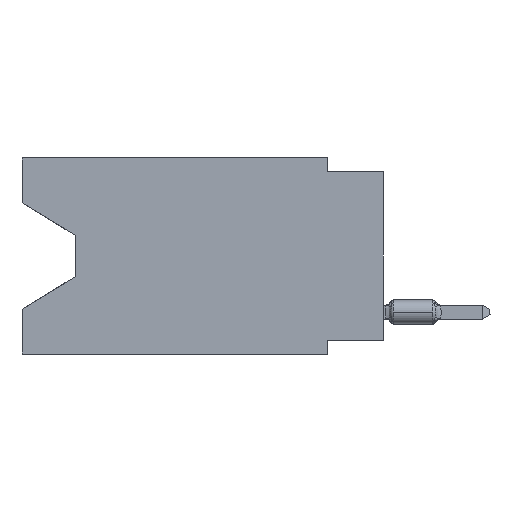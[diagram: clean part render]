
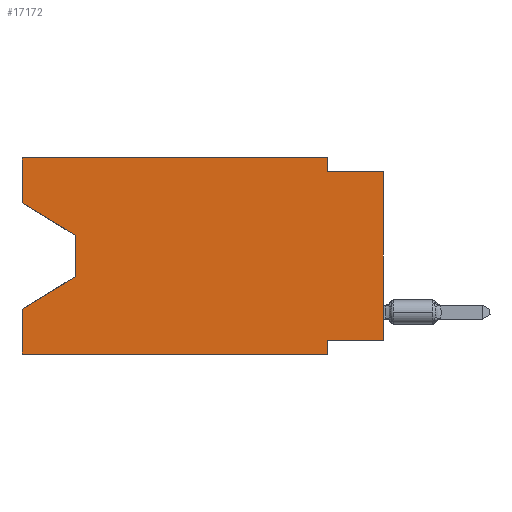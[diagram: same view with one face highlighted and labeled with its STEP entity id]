
A CAD part, left-side view. The second image highlights one B-rep face of the part: STEP entity #17172.
In plain terms, the highlighted planar face has unit normal (-1, 0, 0).
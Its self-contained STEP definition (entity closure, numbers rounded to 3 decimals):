
#134 = DIRECTION ( 'NONE',  ( 1., 0., 0. ) ) ;
#188 = LINE ( 'NONE', #480, #6304 ) ;
#480 = CARTESIAN_POINT ( 'NONE',  ( 0., 16.383, 0. ) ) ;
#540 = LINE ( 'NONE', #16363, #21468 ) ;
#543 = EDGE_CURVE ( 'NONE', #15349, #12702, #17112, .T. ) ;
#642 = CARTESIAN_POINT ( 'NONE',  ( 0., 2.54, -0.635 ) ) ;
#1020 = LINE ( 'NONE', #16175, #1448 ) ;
#1448 = VECTOR ( 'NONE', #18472, 1000. ) ;
#1819 = LINE ( 'NONE', #25890, #4471 ) ;
#1841 = VECTOR ( 'NONE', #6554, 1000. ) ;
#1946 = CARTESIAN_POINT ( 'NONE',  ( 0., 2.54, 0. ) ) ;
#2003 = ORIENTED_EDGE ( 'NONE', *, *, #18951, .T. ) ;
#2617 = EDGE_CURVE ( 'NONE', #25626, #15225, #27536, .T. ) ;
#2630 = CARTESIAN_POINT ( 'NONE',  ( 0., 16.383, -8.89 ) ) ;
#2975 = EDGE_CURVE ( 'NONE', #17616, #23683, #5189, .T. ) ;
#3960 = CARTESIAN_POINT ( 'NONE',  ( 0., 0., -0.635 ) ) ;
#3997 = DIRECTION ( 'NONE',  ( 0., 0., 1. ) ) ;
#4126 = EDGE_CURVE ( 'NONE', #21373, #12702, #23142, .T. ) ;
#4234 = CARTESIAN_POINT ( 'NONE',  ( 0., 13.97, -5.385 ) ) ;
#4471 = VECTOR ( 'NONE', #14933, 1000. ) ;
#4557 = LINE ( 'NONE', #24450, #23452 ) ;
#4776 = VERTEX_POINT ( 'NONE', #2630 ) ;
#5189 = LINE ( 'NONE', #18017, #21550 ) ;
#5473 = ORIENTED_EDGE ( 'NONE', *, *, #13804, .F. ) ;
#5700 = LINE ( 'NONE', #1946, #26151 ) ;
#5783 = EDGE_CURVE ( 'NONE', #23683, #23744, #25866, .T. ) ;
#5892 = ORIENTED_EDGE ( 'NONE', *, *, #5783, .T. ) ;
#6304 = VECTOR ( 'NONE', #24240, 1000. ) ;
#6386 = VECTOR ( 'NONE', #25579, 1000. ) ;
#6554 = DIRECTION ( 'NONE',  ( 0., 0.855, -0.519 ) ) ;
#6615 = ORIENTED_EDGE ( 'NONE', *, *, #543, .T. ) ;
#7447 = CARTESIAN_POINT ( 'NONE',  ( 0., 2.54, -8.89 ) ) ;
#7502 = VERTEX_POINT ( 'NONE', #18666 ) ;
#7503 = ORIENTED_EDGE ( 'NONE', *, *, #19273, .T. ) ;
#8500 = CARTESIAN_POINT ( 'NONE',  ( 0., 0., -8.255 ) ) ;
#8577 = DIRECTION ( 'NONE',  ( 0., -1., 0. ) ) ;
#8622 = VECTOR ( 'NONE', #16782, 1000. ) ;
#9345 = VERTEX_POINT ( 'NONE', #7447 ) ;
#9370 = EDGE_CURVE ( 'NONE', #4776, #22709, #540, .T. ) ;
#9985 = ORIENTED_EDGE ( 'NONE', *, *, #9370, .F. ) ;
#11097 = CARTESIAN_POINT ( 'NONE',  ( 0., 0., -0.635 ) ) ;
#11611 = CARTESIAN_POINT ( 'NONE',  ( 0., 16.383, -6.852 ) ) ;
#12251 = CARTESIAN_POINT ( 'NONE',  ( 0., 16.383, 0. ) ) ;
#12414 = CARTESIAN_POINT ( 'NONE',  ( 0., 2.54, 0. ) ) ;
#12702 = VERTEX_POINT ( 'NONE', #11097 ) ;
#13804 = EDGE_CURVE ( 'NONE', #17616, #25626, #188, .T. ) ;
#14933 = DIRECTION ( 'NONE',  ( 0., 0., -1. ) ) ;
#15225 = VERTEX_POINT ( 'NONE', #12414 ) ;
#15281 = ORIENTED_EDGE ( 'NONE', *, *, #2617, .F. ) ;
#15349 = VERTEX_POINT ( 'NONE', #8500 ) ;
#15697 = DIRECTION ( 'NONE',  ( 0., 0., -1. ) ) ;
#16175 = CARTESIAN_POINT ( 'NONE',  ( 0., 0., -8.255 ) ) ;
#16235 = DIRECTION ( 'NONE',  ( 0., 0., 1. ) ) ;
#16363 = CARTESIAN_POINT ( 'NONE',  ( 0., 16.383, 0. ) ) ;
#16782 = DIRECTION ( 'NONE',  ( 0., 0., -1. ) ) ;
#17112 = LINE ( 'NONE', #25911, #25755 ) ;
#17172 = ADVANCED_FACE ( 'NONE', ( #24183 ), #22030, .F. ) ;
#17268 = CARTESIAN_POINT ( 'NONE',  ( 0., 16.383, 0. ) ) ;
#17616 = VERTEX_POINT ( 'NONE', #27466 ) ;
#18017 = CARTESIAN_POINT ( 'NONE',  ( 0., 16.383, -2.038 ) ) ;
#18329 = AXIS2_PLACEMENT_3D ( 'NONE', #19871, #134, #15697 ) ;
#18472 = DIRECTION ( 'NONE',  ( 0., 1., 0. ) ) ;
#18666 = CARTESIAN_POINT ( 'NONE',  ( 0., 2.54, -8.255 ) ) ;
#18944 = ORIENTED_EDGE ( 'NONE', *, *, #20048, .F. ) ;
#18951 = EDGE_CURVE ( 'NONE', #4776, #9345, #4557, .T. ) ;
#19273 = EDGE_CURVE ( 'NONE', #23744, #22709, #28439, .T. ) ;
#19725 = ORIENTED_EDGE ( 'NONE', *, *, #21104, .F. ) ;
#19871 = CARTESIAN_POINT ( 'NONE',  ( 0., 16.383, 0. ) ) ;
#20048 = EDGE_CURVE ( 'NONE', #7502, #9345, #1819, .T. ) ;
#21104 = EDGE_CURVE ( 'NONE', #15225, #21373, #5700, .T. ) ;
#21373 = VERTEX_POINT ( 'NONE', #642 ) ;
#21468 = VECTOR ( 'NONE', #16235, 1000. ) ;
#21474 = ORIENTED_EDGE ( 'NONE', *, *, #26607, .F. ) ;
#21550 = VECTOR ( 'NONE', #22335, 1000. ) ;
#21689 = VECTOR ( 'NONE', #23508, 1000. ) ;
#21870 = CARTESIAN_POINT ( 'NONE',  ( 0., 13.97, -5.385 ) ) ;
#22030 = PLANE ( 'NONE',  #18329 ) ;
#22335 = DIRECTION ( 'NONE',  ( 0., -0.855, -0.519 ) ) ;
#22709 = VERTEX_POINT ( 'NONE', #11611 ) ;
#22915 = ORIENTED_EDGE ( 'NONE', *, *, #4126, .F. ) ;
#23142 = LINE ( 'NONE', #3960, #6386 ) ;
#23452 = VECTOR ( 'NONE', #8577, 1000. ) ;
#23508 = DIRECTION ( 'NONE',  ( 0., -1., 0. ) ) ;
#23562 = CARTESIAN_POINT ( 'NONE',  ( 0., 13.97, -3.505 ) ) ;
#23683 = VERTEX_POINT ( 'NONE', #23752 ) ;
#23744 = VERTEX_POINT ( 'NONE', #21870 ) ;
#23752 = CARTESIAN_POINT ( 'NONE',  ( 0., 13.97, -3.505 ) ) ;
#24183 = FACE_OUTER_BOUND ( 'NONE', #24740, .T. ) ;
#24240 = DIRECTION ( 'NONE',  ( 0., 0., 1. ) ) ;
#24254 = ORIENTED_EDGE ( 'NONE', *, *, #2975, .T. ) ;
#24450 = CARTESIAN_POINT ( 'NONE',  ( 0., 16.383, -8.89 ) ) ;
#24740 = EDGE_LOOP ( 'NONE', ( #24254, #5892, #7503, #9985, #2003, #18944, #21474, #6615, #22915, #19725, #15281, #5473 ) ) ;
#25579 = DIRECTION ( 'NONE',  ( 0., -1., 0. ) ) ;
#25626 = VERTEX_POINT ( 'NONE', #17268 ) ;
#25755 = VECTOR ( 'NONE', #3997, 1000. ) ;
#25866 = LINE ( 'NONE', #23562, #8622 ) ;
#25890 = CARTESIAN_POINT ( 'NONE',  ( 0., 2.54, -8.89 ) ) ;
#25911 = CARTESIAN_POINT ( 'NONE',  ( 0., 0., 0. ) ) ;
#26151 = VECTOR ( 'NONE', #27747, 1000. ) ;
#26607 = EDGE_CURVE ( 'NONE', #15349, #7502, #1020, .T. ) ;
#27466 = CARTESIAN_POINT ( 'NONE',  ( 0., 16.383, -2.038 ) ) ;
#27536 = LINE ( 'NONE', #12251, #21689 ) ;
#27747 = DIRECTION ( 'NONE',  ( 0., 0., -1. ) ) ;
#28439 = LINE ( 'NONE', #4234, #1841 ) ;
